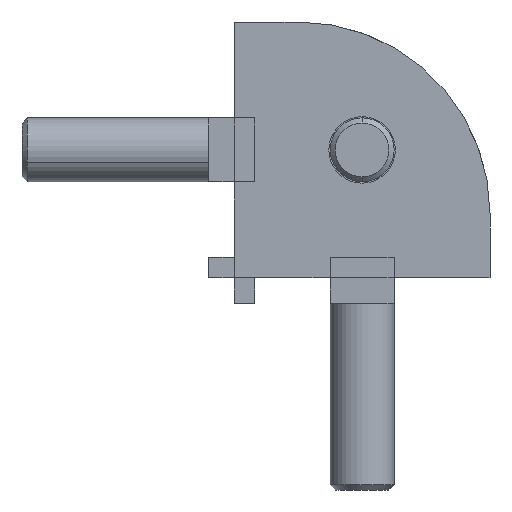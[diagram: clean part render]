
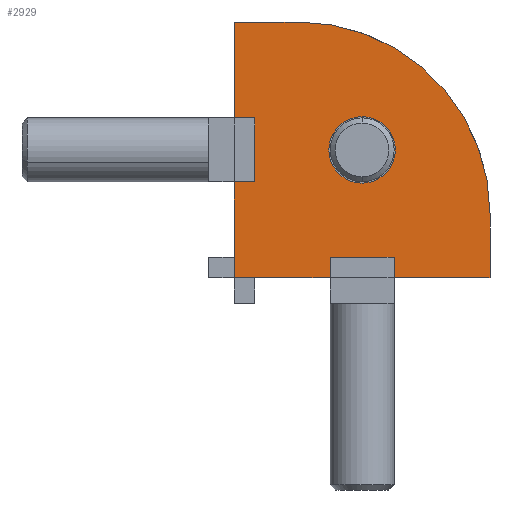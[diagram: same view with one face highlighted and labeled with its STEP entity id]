
A CAD part, front view. The second image highlights one B-rep face of the part: STEP entity #2929.
In plain terms, the highlighted planar face has unit normal (0, -1, 0).
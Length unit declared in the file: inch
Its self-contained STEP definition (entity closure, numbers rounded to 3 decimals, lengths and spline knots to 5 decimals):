
#10 = EDGE_CURVE ( 'NONE', #2602, #2686, #274, .T. ) ;
#28 = VERTEX_POINT ( 'NONE', #391 ) ;
#52 = VERTEX_POINT ( 'NONE', #678 ) ;
#94 = VERTEX_POINT ( 'NONE', #1434 ) ;
#110 = EDGE_CURVE ( 'NONE', #94, #185, #1498, .T. ) ;
#128 = EDGE_CURVE ( 'NONE', #2124, #2965, #1665, .T. ) ;
#138 = ORIENTED_EDGE ( 'NONE', *, *, #110, .F. ) ;
#141 = EDGE_CURVE ( 'NONE', #2124, #2930, #1761, .T. ) ;
#146 = EDGE_CURVE ( 'NONE', #2930, #2880, #1781, .T. ) ;
#162 = ORIENTED_EDGE ( 'NONE', *, *, #194, .F. ) ;
#185 = VERTEX_POINT ( 'NONE', #2003 ) ;
#194 = EDGE_CURVE ( 'NONE', #2880, #28, #2042, .T. ) ;
#254 = EDGE_CURVE ( 'NONE', #185, #2602, #2067, .T. ) ;
#274 = LINE ( 'NONE', #275, #276 ) ;
#275 = CARTESIAN_POINT ( 'NONE',  ( 0., 0., -1. ) ) ;
#276 = VECTOR ( 'NONE', #277, 39.37008 ) ;
#277 = DIRECTION ( 'NONE',  ( 0., 0., 1. ) ) ;
#316 = CARTESIAN_POINT ( 'NONE',  ( 0.625, 0., -1. ) ) ;
#391 = CARTESIAN_POINT ( 'NONE',  ( 0.375, 0., -1. ) ) ;
#394 = CARTESIAN_POINT ( 'NONE',  ( 1., 0., -1. ) ) ;
#395 = LINE ( 'NONE', #396, #397 ) ;
#396 = CARTESIAN_POINT ( 'NONE',  ( 0., 0., -0.625 ) ) ;
#397 = VECTOR ( 'NONE', #398, 39.37008 ) ;
#398 = DIRECTION ( 'NONE',  ( 1., 0., 0. ) ) ;
#470 = CIRCLE ( 'NONE', #471, 0.13 ) ;
#471 = AXIS2_PLACEMENT_3D ( 'NONE', #472, #473, #474 ) ;
#472 = CARTESIAN_POINT ( 'NONE',  ( 0.5, 0., -0.5 ) ) ;
#473 = DIRECTION ( 'NONE',  ( 0., 1., 0. ) ) ;
#474 = DIRECTION ( 'NONE',  ( 0., 0., 1. ) ) ;
#601 = ORIENTED_EDGE ( 'NONE', *, *, #254, .F. ) ;
#678 = CARTESIAN_POINT ( 'NONE',  ( 0., 0., -1. ) ) ;
#697 = LINE ( 'NONE', #698, #699 ) ;
#698 = CARTESIAN_POINT ( 'NONE',  ( 1., 0., -1. ) ) ;
#699 = VECTOR ( 'NONE', #700, 39.37008 ) ;
#700 = DIRECTION ( 'NONE',  ( 0., 0., 1. ) ) ;
#731 = CARTESIAN_POINT ( 'NONE',  ( 0., 0., -0.375 ) ) ;
#826 = LINE ( 'NONE', #827, #828 ) ;
#827 = CARTESIAN_POINT ( 'NONE',  ( 0., 0., 0. ) ) ;
#828 = VECTOR ( 'NONE', #829, 39.37008 ) ;
#829 = DIRECTION ( 'NONE',  ( 1., 0., 0. ) ) ;
#837 = CARTESIAN_POINT ( 'NONE',  ( 0.5, 0., -0.63 ) ) ;
#849 = CARTESIAN_POINT ( 'NONE',  ( 0.5, 0., -0.37 ) ) ;
#936 = CARTESIAN_POINT ( 'NONE',  ( 0., 0., -0.625 ) ) ;
#1105 = ORIENTED_EDGE ( 'NONE', *, *, #10, .F. ) ;
#1154 = LINE ( 'NONE', #1155, #1156 ) ;
#1155 = CARTESIAN_POINT ( 'NONE',  ( 0., 0., -1. ) ) ;
#1156 = VECTOR ( 'NONE', #1157, 39.37008 ) ;
#1157 = DIRECTION ( 'NONE',  ( 0., 0., 1. ) ) ;
#1184 = CARTESIAN_POINT ( 'NONE',  ( 0.375, 0., -0.92 ) ) ;
#1434 = CARTESIAN_POINT ( 'NONE',  ( 0.08, 0., -0.625 ) ) ;
#1484 = CARTESIAN_POINT ( 'NONE',  ( 0., 0., 0. ) ) ;
#1498 = LINE ( 'NONE', #1499, #1500 ) ;
#1499 = CARTESIAN_POINT ( 'NONE',  ( 0.08, 0., -0.625 ) ) ;
#1500 = VECTOR ( 'NONE', #1501, 39.37008 ) ;
#1501 = DIRECTION ( 'NONE',  ( 0., 0., 1. ) ) ;
#1537 = CARTESIAN_POINT ( 'NONE',  ( 0.25, 0., 0. ) ) ;
#1564 = LINE ( 'NONE', #1565, #1566 ) ;
#1565 = CARTESIAN_POINT ( 'NONE',  ( 0., 0., -1. ) ) ;
#1566 = VECTOR ( 'NONE', #1567, 39.37008 ) ;
#1567 = DIRECTION ( 'NONE',  ( 1., 0., 0. ) ) ;
#1636 = FACE_BOUND ( 'NONE', #2915, .T. ) ;
#1637 = FACE_OUTER_BOUND ( 'NONE', #1668, .T. ) ;
#1638 = PLANE ( 'NONE',  #1639 ) ;
#1639 = AXIS2_PLACEMENT_3D ( 'NONE', #1640, #1641, #1642 ) ;
#1640 = CARTESIAN_POINT ( 'NONE',  ( 0., 0., -1. ) ) ;
#1641 = DIRECTION ( 'NONE',  ( 0., -1., 0. ) ) ;
#1642 = DIRECTION ( 'NONE',  ( 0., 0., -1. ) ) ;
#1643 = CARTESIAN_POINT ( 'NONE',  ( 0.625, 0., -0.92 ) ) ;
#1665 = LINE ( 'NONE', #1666, #1667 ) ;
#1666 = CARTESIAN_POINT ( 'NONE',  ( 0., 0., -1. ) ) ;
#1667 = VECTOR ( 'NONE', #1670, 39.37008 ) ;
#1668 = EDGE_LOOP ( 'NONE', ( #2868, #2762, #2644, #1105, #601, #138, #2992, #2947, #2605, #162, #1669, #2784, #2884 ) ) ;
#1669 = ORIENTED_EDGE ( 'NONE', *, *, #146, .F. ) ;
#1670 = DIRECTION ( 'NONE',  ( 1., 0., 0. ) ) ;
#1713 = CIRCLE ( 'NONE', #1714, 0.75 ) ;
#1714 = AXIS2_PLACEMENT_3D ( 'NONE', #1715, #1716, #1717 ) ;
#1715 = CARTESIAN_POINT ( 'NONE',  ( 0.25, 0., -0.75 ) ) ;
#1716 = DIRECTION ( 'NONE',  ( 0., -1., 0. ) ) ;
#1717 = DIRECTION ( 'NONE',  ( 0., 0., -1. ) ) ;
#1761 = LINE ( 'NONE', #1762, #1763 ) ;
#1762 = CARTESIAN_POINT ( 'NONE',  ( 0.625, 0., -1. ) ) ;
#1763 = VECTOR ( 'NONE', #1764, 39.37008 ) ;
#1764 = DIRECTION ( 'NONE',  ( 0., 0., 1. ) ) ;
#1781 = LINE ( 'NONE', #1782, #1783 ) ;
#1782 = CARTESIAN_POINT ( 'NONE',  ( 0.625, 0., -0.92 ) ) ;
#1783 = VECTOR ( 'NONE', #1784, 39.37008 ) ;
#1784 = DIRECTION ( 'NONE',  ( -1., 0., 0. ) ) ;
#1793 = CIRCLE ( 'NONE', #1794, 0.13 ) ;
#1794 = AXIS2_PLACEMENT_3D ( 'NONE', #1795, #1796, #1797 ) ;
#1795 = CARTESIAN_POINT ( 'NONE',  ( 0.5, 0., -0.5 ) ) ;
#1796 = DIRECTION ( 'NONE',  ( 0., 1., 0. ) ) ;
#1797 = DIRECTION ( 'NONE',  ( 0., 0., 1. ) ) ;
#1898 = ORIENTED_EDGE ( 'NONE', *, *, #2743, .T. ) ;
#2003 = CARTESIAN_POINT ( 'NONE',  ( 0.08, 0., -0.375 ) ) ;
#2042 = LINE ( 'NONE', #2043, #2044 ) ;
#2043 = CARTESIAN_POINT ( 'NONE',  ( 0.375, 0., -1. ) ) ;
#2044 = VECTOR ( 'NONE', #2045, 39.37008 ) ;
#2045 = DIRECTION ( 'NONE',  ( 0., 0., -1. ) ) ;
#2067 = LINE ( 'NONE', #2068, #2069 ) ;
#2068 = CARTESIAN_POINT ( 'NONE',  ( 0., 0., -0.375 ) ) ;
#2069 = VECTOR ( 'NONE', #2070, 39.37008 ) ;
#2070 = DIRECTION ( 'NONE',  ( -1., 0., 0. ) ) ;
#2084 = CARTESIAN_POINT ( 'NONE',  ( 1., 0., -0.75 ) ) ;
#2124 = VERTEX_POINT ( 'NONE', #316 ) ;
#2394 = EDGE_CURVE ( 'NONE', #2850, #3010, #470, .T. ) ;
#2587 = ORIENTED_EDGE ( 'NONE', *, *, #2394, .T. ) ;
#2602 = VERTEX_POINT ( 'NONE', #731 ) ;
#2605 = ORIENTED_EDGE ( 'NONE', *, *, #2926, .T. ) ;
#2611 = EDGE_CURVE ( 'NONE', #2686, #2696, #826, .T. ) ;
#2622 = VERTEX_POINT ( 'NONE', #936 ) ;
#2638 = EDGE_CURVE ( 'NONE', #52, #2622, #1154, .T. ) ;
#2644 = ORIENTED_EDGE ( 'NONE', *, *, #2611, .F. ) ;
#2686 = VERTEX_POINT ( 'NONE', #1484 ) ;
#2696 = VERTEX_POINT ( 'NONE', #1537 ) ;
#2723 = EDGE_CURVE ( 'NONE', #2812, #2696, #1713, .T. ) ;
#2743 = EDGE_CURVE ( 'NONE', #3010, #2850, #1793, .T. ) ;
#2762 = ORIENTED_EDGE ( 'NONE', *, *, #2723, .T. ) ;
#2784 = ORIENTED_EDGE ( 'NONE', *, *, #141, .F. ) ;
#2812 = VERTEX_POINT ( 'NONE', #2084 ) ;
#2833 = EDGE_CURVE ( 'NONE', #2965, #2812, #697, .T. ) ;
#2850 = VERTEX_POINT ( 'NONE', #849 ) ;
#2868 = ORIENTED_EDGE ( 'NONE', *, *, #2833, .T. ) ;
#2880 = VERTEX_POINT ( 'NONE', #1184 ) ;
#2884 = ORIENTED_EDGE ( 'NONE', *, *, #128, .T. ) ;
#2915 = EDGE_LOOP ( 'NONE', ( #2587, #1898 ) ) ;
#2926 = EDGE_CURVE ( 'NONE', #52, #28, #1564, .T. ) ;
#2929 = ADVANCED_FACE ( 'NONE', ( #1636, #1637 ), #1638, .T. ) ;
#2930 = VERTEX_POINT ( 'NONE', #1643 ) ;
#2947 = ORIENTED_EDGE ( 'NONE', *, *, #2638, .F. ) ;
#2965 = VERTEX_POINT ( 'NONE', #394 ) ;
#2966 = EDGE_CURVE ( 'NONE', #2622, #94, #395, .T. ) ;
#2992 = ORIENTED_EDGE ( 'NONE', *, *, #2966, .F. ) ;
#3010 = VERTEX_POINT ( 'NONE', #837 ) ;
